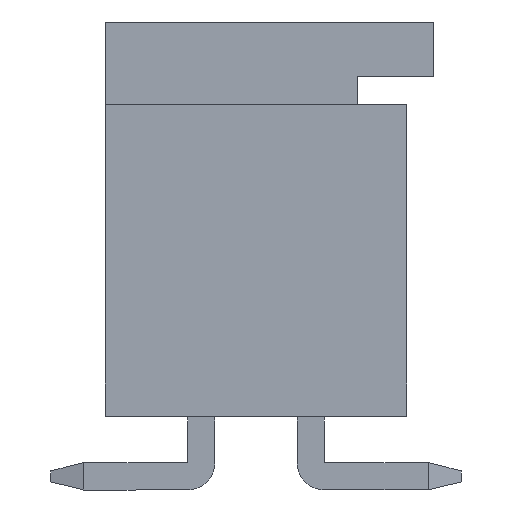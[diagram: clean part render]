
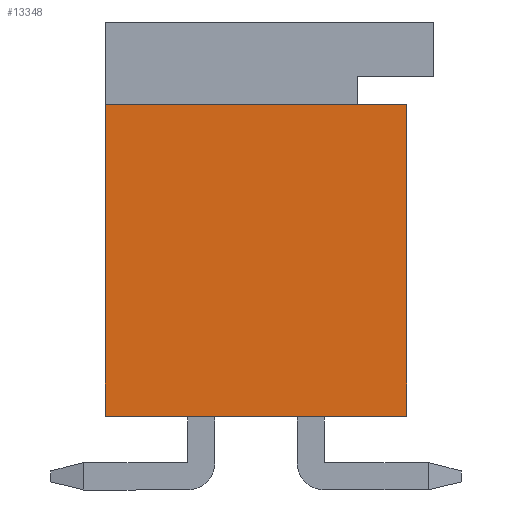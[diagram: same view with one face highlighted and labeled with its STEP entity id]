
A CAD part, front view. The second image highlights one B-rep face of the part: STEP entity #13348.
In plain terms, the highlighted face is planar.
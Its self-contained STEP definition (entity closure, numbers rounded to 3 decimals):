
#788=ORIENTED_EDGE('',*,*,#3315,.F.);
#789=ORIENTED_EDGE('',*,*,#2929,.F.);
#790=ORIENTED_EDGE('',*,*,#3316,.T.);
#791=ORIENTED_EDGE('',*,*,#3317,.T.);
#2929=EDGE_CURVE('',#4311,#4312,#5157,.T.);
#3315=EDGE_CURVE('',#4312,#4554,#5543,.T.);
#3316=EDGE_CURVE('',#4311,#4555,#5544,.T.);
#3317=EDGE_CURVE('',#4555,#4554,#5545,.T.);
#4311=VERTEX_POINT('',#17010);
#4312=VERTEX_POINT('',#17012);
#4554=VERTEX_POINT('',#17772);
#4555=VERTEX_POINT('',#17774);
#5157=LINE('',#17011,#6507);
#5543=LINE('',#17771,#6893);
#5544=LINE('',#17773,#6894);
#5545=LINE('',#17775,#6895);
#6507=VECTOR('',#14457,1000.);
#6893=VECTOR('',#15107,1000.);
#6894=VECTOR('',#15108,1000.);
#6895=VECTOR('',#15109,1000.);
#7941=EDGE_LOOP('',(#788,#789,#790,#791));
#8511=FACE_BOUND('',#7941,.T.);
#9066=PLANE('',#13892);
#13348=ADVANCED_FACE('',(#8511),#9066,.T.);
#13892=AXIS2_PLACEMENT_3D('',#17770,#15105,#15106);
#14457=DIRECTION('',(0.,1.,0.));
#15105=DIRECTION('',(1.,0.,0.));
#15106=DIRECTION('',(0.,0.,-1.));
#15107=DIRECTION('',(0.,0.,-1.));
#15108=DIRECTION('',(0.,0.,-1.));
#15109=DIRECTION('',(0.,1.,0.));
#17010=CARTESIAN_POINT('',(11.625,-2.75,2.85));
#17011=CARTESIAN_POINT('',(11.625,-2.75,2.85));
#17012=CARTESIAN_POINT('',(11.625,2.75,2.85));
#17770=CARTESIAN_POINT('',(11.625,-2.75,2.85));
#17771=CARTESIAN_POINT('',(11.625,2.75,2.85));
#17772=CARTESIAN_POINT('',(11.625,2.75,-2.85));
#17773=CARTESIAN_POINT('',(11.625,-2.75,2.85));
#17774=CARTESIAN_POINT('',(11.625,-2.75,-2.85));
#17775=CARTESIAN_POINT('',(11.625,-2.75,-2.85));
